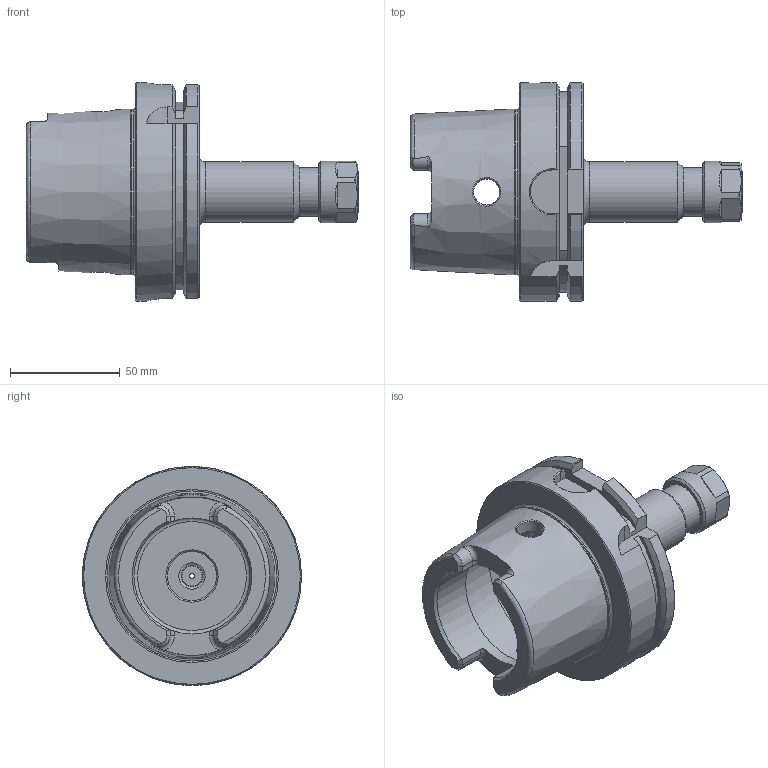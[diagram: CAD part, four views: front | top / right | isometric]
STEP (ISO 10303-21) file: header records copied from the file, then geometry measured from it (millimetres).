
FILE_DESCRIPTION((''),'2;1');
FILE_NAME('H100-16ER4.stp','2014-08-07T10:50:40',('kaykin'),(''),'Autodesk Inventor 2012','Autodesk Inventor 2012','');
FILE_SCHEMA(('AUTOMOTIVE_DESIGN { 1 0 10303 214 1 1 1 1 }'));
Length unit declared in the file: inch
Products named in the file (5): H100-16ER4; H100-16ER4-1; BS-20; 16ERHN
Assembly tree (4 placements, depth 3):
  H100-16ER4
    H100-16ER4-1
      H100-16ER4-1
      BS-20
    16ERHN
Bounding box: 151.6 x 100 x 100 mm (x, y, z)
Volume: 286314.5 mm3; surface area: 60977.5 mm2
Topology: 3 solids, 3 shells, 181 faces, 452 edges, 285 vertices
Faces by surface type: plane 71, cylinder 46, cone 34, torus 19, bspline 11
Full cylindrical faces by diameter (mm): 2.286 x1, 9.462 x1, 9.728 x1, 10 x1, 10.973 x1, 11.176 x1, 11.989 x1, 12 x3, 12.9 x1, 16.8 x1, 18.4 x1, 20.5 x1, 22 x1, 22.377 x1, 23 x1, 25.016 x1, 27.432 x1, 28 x1, 53 x2, 63 x1, 75.364 x1, 100 x1
Entity records: 6179 total; most frequent: CARTESIAN_POINT 2042, DIRECTION 783, ORIENTED_EDGE 768, EDGE_CURVE 384, AXIS2_PLACEMENT_3D 328, VERTEX_POINT 269, EDGE_LOOP 251, FACE_OUTER_BOUND 181
